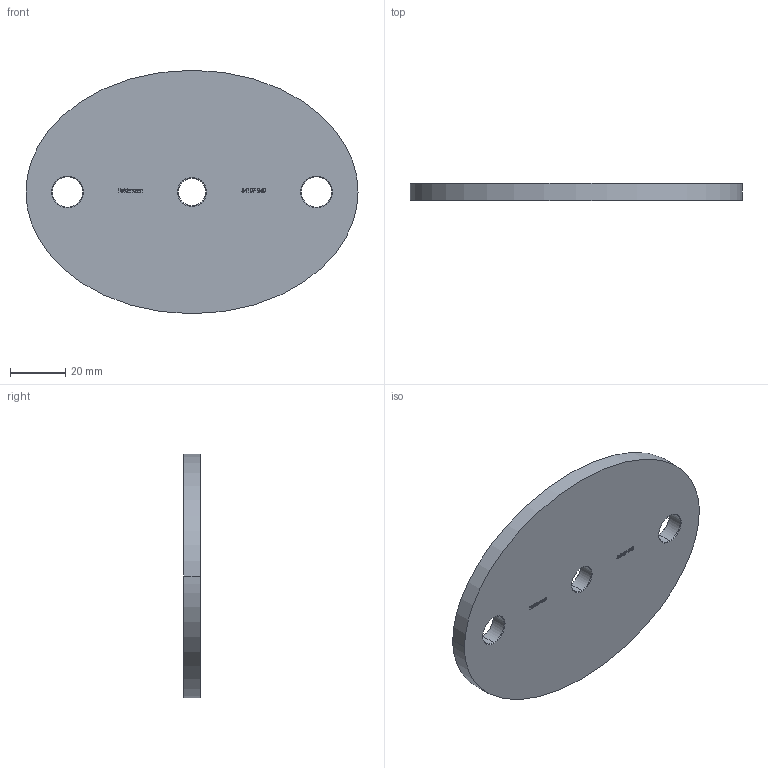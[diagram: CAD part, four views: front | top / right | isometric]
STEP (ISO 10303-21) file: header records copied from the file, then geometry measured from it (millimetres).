
FILE_DESCRIPTION (( 'STEP AP203' ), '1' );
FILE_NAME ('54107-240.step', '2020-10-21T10:59:18', ( '' ), ( '' ), 'SwSTEP 2.0', 'SolidWorks 2018', '' );
FILE_SCHEMA (( 'CONFIG_CONTROL_DESIGN' ));
Length unit declared in the file: millimetre
Products named in the file (2): 54107-240
Bounding box: 120 x 6 x 88 mm (x, y, z)
Volume: 48141.4 mm3; surface area: 18603 mm2
Topology: 1 solids, 1 shells, 234 faces, 612 edges, 404 vertices
Faces by surface type: plane 134, bspline 82, cone 12, cylinder 6
Entity records: 11809 total; most frequent: CARTESIAN_POINT 6430, ORIENTED_EDGE 1224, DIRECTION 780, EDGE_CURVE 612, LINE 424, VECTOR 424, VERTEX_POINT 404, EDGE_LOOP 264
